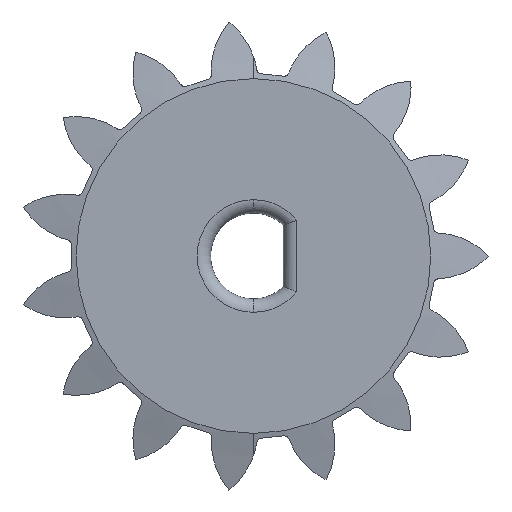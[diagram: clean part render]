
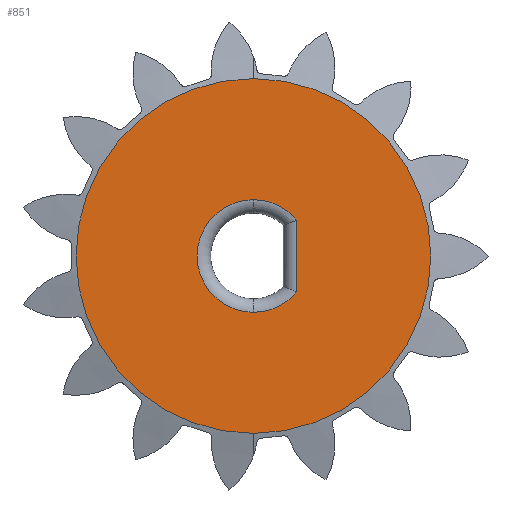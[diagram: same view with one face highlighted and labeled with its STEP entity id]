
A CAD part, left-side view. The second image highlights one B-rep face of the part: STEP entity #851.
In plain terms, the highlighted planar face has unit normal (-1, 0, 0).
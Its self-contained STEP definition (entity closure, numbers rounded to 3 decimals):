
#95 = CIRCLE ( 'NONE', #2817, 2.087 ) ;
#146 = FACE_BOUND ( 'NONE', #3489, .T. ) ;
#252 = VERTEX_POINT ( 'NONE', #377 ) ;
#377 = CARTESIAN_POINT ( 'NONE',  ( 0., -1.613, -1.326 ) ) ;
#542 = DIRECTION ( 'NONE',  ( 0., 0., 1. ) ) ;
#559 = CARTESIAN_POINT ( 'NONE',  ( 0., 0., 0. ) ) ;
#851 = ADVANCED_FACE ( 'NONE', ( #146, #1979 ), #3865, .T. ) ;
#884 = DIRECTION ( 'NONE',  ( -1., 0., 0. ) ) ;
#1123 = CIRCLE ( 'NONE', #4220, 2.087 ) ;
#1243 = DIRECTION ( 'NONE',  ( 0., 0., 1. ) ) ;
#1270 = DIRECTION ( 'NONE',  ( 0., 0., 1. ) ) ;
#1341 = CARTESIAN_POINT ( 'NONE',  ( 0., -1.613, -1.132 ) ) ;
#1513 = AXIS2_PLACEMENT_3D ( 'NONE', #559, #884, #4234 ) ;
#1646 = CARTESIAN_POINT ( 'NONE',  ( 0., 0., 2.087 ) ) ;
#1675 = EDGE_CURVE ( 'NONE', #2014, #252, #2116, .T. ) ;
#1682 = DIRECTION ( 'NONE',  ( 1., 0., 0. ) ) ;
#1728 = DIRECTION ( 'NONE',  ( 0., 0., -1. ) ) ;
#1825 = CARTESIAN_POINT ( 'NONE',  ( 0., 0., -6.578 ) ) ;
#1973 = VECTOR ( 'NONE', #1728, 1000. ) ;
#1979 = FACE_OUTER_BOUND ( 'NONE', #3765, .T. ) ;
#1986 = AXIS2_PLACEMENT_3D ( 'NONE', #3029, #4147, #2557 ) ;
#2014 = VERTEX_POINT ( 'NONE', #3429 ) ;
#2020 = CARTESIAN_POINT ( 'NONE',  ( 0., 0., 0. ) ) ;
#2042 = AXIS2_PLACEMENT_3D ( 'NONE', #4214, #4538, #542 ) ;
#2116 = LINE ( 'NONE', #1341, #1973 ) ;
#2131 = ORIENTED_EDGE ( 'NONE', *, *, #1675, .T. ) ;
#2132 = CARTESIAN_POINT ( 'NONE',  ( 0., 0., -2.087 ) ) ;
#2145 = EDGE_CURVE ( 'NONE', #3268, #3106, #3364, .T. ) ;
#2165 = EDGE_CURVE ( 'NONE', #3106, #3268, #4681, .T. ) ;
#2211 = EDGE_CURVE ( 'NONE', #252, #4388, #1123, .T. ) ;
#2383 = DIRECTION ( 'NONE',  ( 1., 0., 0. ) ) ;
#2462 = EDGE_CURVE ( 'NONE', #4388, #4045, #95, .T. ) ;
#2557 = DIRECTION ( 'NONE',  ( 0., 0., 1. ) ) ;
#2817 = AXIS2_PLACEMENT_3D ( 'NONE', #4644, #2383, #1243 ) ;
#2877 = ORIENTED_EDGE ( 'NONE', *, *, #2462, .T. ) ;
#3029 = CARTESIAN_POINT ( 'NONE',  ( 0., 0., 0. ) ) ;
#3106 = VERTEX_POINT ( 'NONE', #3119 ) ;
#3119 = CARTESIAN_POINT ( 'NONE',  ( 0., 0., 6.578 ) ) ;
#3193 = ORIENTED_EDGE ( 'NONE', *, *, #2145, .T. ) ;
#3268 = VERTEX_POINT ( 'NONE', #1825 ) ;
#3364 = CIRCLE ( 'NONE', #4059, 6.578 ) ;
#3429 = CARTESIAN_POINT ( 'NONE',  ( 0., -1.613, 1.326 ) ) ;
#3489 = EDGE_LOOP ( 'NONE', ( #3659, #2877, #4249, #2131 ) ) ;
#3498 = DIRECTION ( 'NONE',  ( -1., 0., 0. ) ) ;
#3659 = ORIENTED_EDGE ( 'NONE', *, *, #2211, .T. ) ;
#3765 = EDGE_LOOP ( 'NONE', ( #3193, #3766 ) ) ;
#3766 = ORIENTED_EDGE ( 'NONE', *, *, #2165, .T. ) ;
#3817 = DIRECTION ( 'NONE',  ( 0., 0., 1. ) ) ;
#3865 = PLANE ( 'NONE',  #2042 ) ;
#3906 = CARTESIAN_POINT ( 'NONE',  ( 0., 0., 0. ) ) ;
#4045 = VERTEX_POINT ( 'NONE', #1646 ) ;
#4059 = AXIS2_PLACEMENT_3D ( 'NONE', #3906, #3498, #3817 ) ;
#4082 = CIRCLE ( 'NONE', #1986, 2.087 ) ;
#4147 = DIRECTION ( 'NONE',  ( 1., 0., 0. ) ) ;
#4214 = CARTESIAN_POINT ( 'NONE',  ( 0., 0., 0. ) ) ;
#4220 = AXIS2_PLACEMENT_3D ( 'NONE', #2020, #1682, #1270 ) ;
#4225 = EDGE_CURVE ( 'NONE', #4045, #2014, #4082, .T. ) ;
#4234 = DIRECTION ( 'NONE',  ( 0., 0., 1. ) ) ;
#4249 = ORIENTED_EDGE ( 'NONE', *, *, #4225, .T. ) ;
#4388 = VERTEX_POINT ( 'NONE', #2132 ) ;
#4538 = DIRECTION ( 'NONE',  ( -1., 0., 0. ) ) ;
#4644 = CARTESIAN_POINT ( 'NONE',  ( 0., 0., 0. ) ) ;
#4681 = CIRCLE ( 'NONE', #1513, 6.578 ) ;
